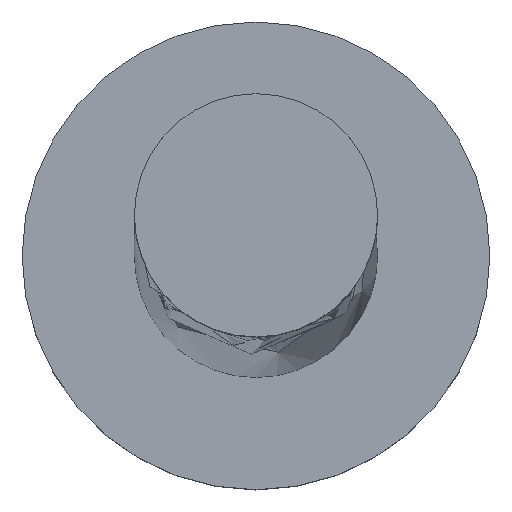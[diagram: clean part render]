
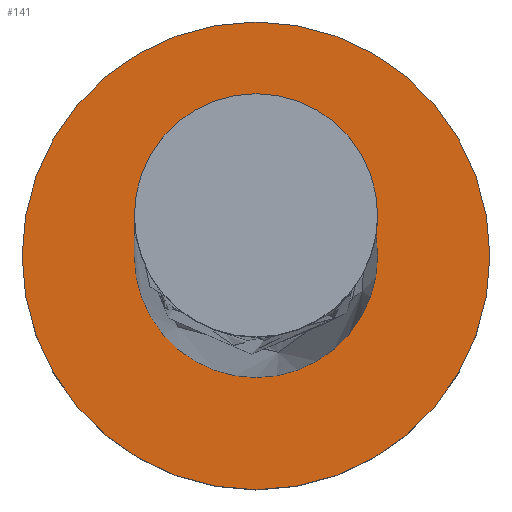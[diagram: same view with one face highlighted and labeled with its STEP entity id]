
A CAD part, top view. The second image highlights one B-rep face of the part: STEP entity #141.
In plain terms, the highlighted planar face has unit normal (0, 0, 1).
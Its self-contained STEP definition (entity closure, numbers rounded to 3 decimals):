
#18 = CIRCLE ( 'NONE', #151, 5. ) ;
#27 = ORIENTED_EDGE ( 'NONE', *, *, #1232, .T. ) ;
#104 = CARTESIAN_POINT ( 'NONE',  ( 5., 0., 3. ) ) ;
#141 = ADVANCED_FACE ( 'NONE', ( #547, #1411 ), #1105, .T. ) ;
#149 = DIRECTION ( 'NONE',  ( 0., 0., 1. ) ) ;
#151 = AXIS2_PLACEMENT_3D ( 'NONE', #632, #1502, #926 ) ;
#183 = DIRECTION ( 'NONE',  ( 1., 0., 0. ) ) ;
#349 = DIRECTION ( 'NONE',  ( 1., 0., 0. ) ) ;
#413 = VERTEX_POINT ( 'NONE', #1187 ) ;
#461 = EDGE_CURVE ( 'NONE', #1772, #413, #1174, .T. ) ;
#519 = DIRECTION ( 'NONE',  ( 0., 0., 1. ) ) ;
#534 = CIRCLE ( 'NONE', #932, 2.6 ) ;
#547 = FACE_BOUND ( 'NONE', #676, .T. ) ;
#560 = ORIENTED_EDGE ( 'NONE', *, *, #1518, .T. ) ;
#632 = CARTESIAN_POINT ( 'NONE',  ( 0., 0., 3. ) ) ;
#676 = EDGE_LOOP ( 'NONE', ( #1041, #1895 ) ) ;
#716 = VERTEX_POINT ( 'NONE', #104 ) ;
#772 = CARTESIAN_POINT ( 'NONE',  ( 0., 0., 3. ) ) ;
#913 = DIRECTION ( 'NONE',  ( 0., 0., 1. ) ) ;
#926 = DIRECTION ( 'NONE',  ( 1., 0., 0. ) ) ;
#932 = AXIS2_PLACEMENT_3D ( 'NONE', #1374, #1211, #183 ) ;
#967 = CIRCLE ( 'NONE', #1085, 5. ) ;
#1041 = ORIENTED_EDGE ( 'NONE', *, *, #461, .F. ) ;
#1065 = CARTESIAN_POINT ( 'NONE',  ( -5., 0., 3. ) ) ;
#1067 = CARTESIAN_POINT ( 'NONE',  ( -2.6, 0., 3. ) ) ;
#1085 = AXIS2_PLACEMENT_3D ( 'NONE', #772, #913, #349 ) ;
#1105 = PLANE ( 'NONE',  #1404 ) ;
#1142 = CARTESIAN_POINT ( 'NONE',  ( 0., 0., 3. ) ) ;
#1174 = CIRCLE ( 'NONE', #1536, 2.6 ) ;
#1187 = CARTESIAN_POINT ( 'NONE',  ( 2.6, 0., 3. ) ) ;
#1211 = DIRECTION ( 'NONE',  ( 0., 0., 1. ) ) ;
#1232 = EDGE_CURVE ( 'NONE', #716, #1310, #967, .T. ) ;
#1310 = VERTEX_POINT ( 'NONE', #1065 ) ;
#1374 = CARTESIAN_POINT ( 'NONE',  ( 0., 0., 3. ) ) ;
#1404 = AXIS2_PLACEMENT_3D ( 'NONE', #1142, #519, #1730 ) ;
#1411 = FACE_OUTER_BOUND ( 'NONE', #1928, .T. ) ;
#1502 = DIRECTION ( 'NONE',  ( 0., 0., 1. ) ) ;
#1518 = EDGE_CURVE ( 'NONE', #1310, #716, #18, .T. ) ;
#1536 = AXIS2_PLACEMENT_3D ( 'NONE', #1776, #149, #1654 ) ;
#1654 = DIRECTION ( 'NONE',  ( 1., 0., 0. ) ) ;
#1730 = DIRECTION ( 'NONE',  ( 1., 0., 0. ) ) ;
#1772 = VERTEX_POINT ( 'NONE', #1067 ) ;
#1776 = CARTESIAN_POINT ( 'NONE',  ( 0., 0., 3. ) ) ;
#1814 = EDGE_CURVE ( 'NONE', #413, #1772, #534, .T. ) ;
#1895 = ORIENTED_EDGE ( 'NONE', *, *, #1814, .F. ) ;
#1928 = EDGE_LOOP ( 'NONE', ( #560, #27 ) ) ;
